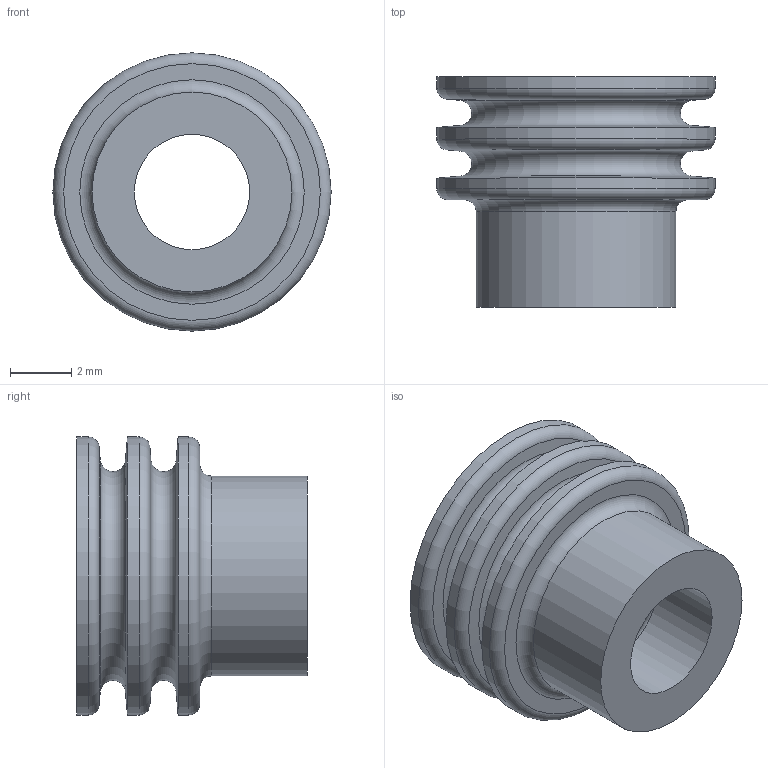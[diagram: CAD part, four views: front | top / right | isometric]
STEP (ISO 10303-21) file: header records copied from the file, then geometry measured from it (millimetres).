
FILE_DESCRIPTION(/* description */ (''),/* implementation_level */ '2;1');
FILE_NAME(/* name */ '15324987.stp',/* time_stamp */ '2020-05-11T15:52:08+08:00',/* author */ (''),/* organization */ (''),/* preprocessor_version */ 'ST-DEVELOPER v16',/* originating_system */ 'SIEMENS PLM Software NX 11.0',/* authorisation */ '');
FILE_SCHEMA (('AUTOMOTIVE_DESIGN { 1 0 10303 214 3 1 1 1 }'));
Length unit declared in the file: millimetre
Products named in the file (1): 15324987_01AE-SEAL
Bounding box: 9.05 x 7.5 x 9.05 mm (x, y, z)
Volume: 223 mm3; surface area: 452.7 mm2
Topology: 1 solids, 1 shells, 29 faces, 57 edges, 31 vertices
Faces by surface type: torus 12, cone 9, cylinder 5, plane 3
Full cylindrical faces by diameter (mm): 3.75 x1, 6.5 x1, 9.05 x3
Entity records: 612 total; most frequent: DIRECTION 118, CARTESIAN_POINT 88, AXIS2_PLACEMENT_3D 59, FACE_BOUND 58, EDGE_LOOP 58, ORIENTED_EDGE 58, ADVANCED_FACE 29, VERTEX_POINT 29
